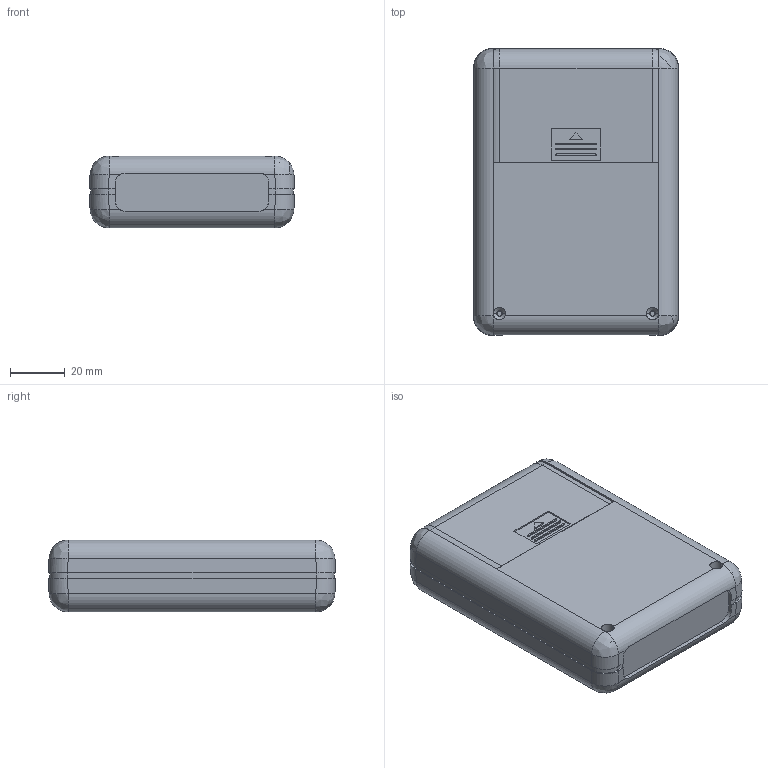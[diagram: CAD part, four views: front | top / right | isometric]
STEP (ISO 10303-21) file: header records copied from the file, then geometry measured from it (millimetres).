
FILE_DESCRIPTION (( 'STEP AP214' ), '1' );
FILE_NAME ('G909G G909B.STEP', '2013-06-06T05:51:32', ( 'NEF User' ), ( 'NEF User' ), 'SwSTEP 2.0', 'SolidWorks 2012', '' );
FILE_SCHEMA (( 'AUTOMOTIVE_DESIGN' ));
Length unit declared in the file: millimetre
Products named in the file (1): G909G G909B
Bounding box: 75 x 105 x 26.3 mm (x, y, z)
Volume: 55396.9 mm3; surface area: 61378.1 mm2
Topology: 4 solids, 4 shells, 510 faces, 1358 edges, 866 vertices
Faces by surface type: plane 294, cylinder 158, cone 36, bspline 22
Entity records: 19217 total; most frequent: CARTESIAN_POINT 6831, ORIENTED_EDGE 2696, DIRECTION 2323, EDGE_CURVE 1348, VECTOR 943, LINE 943, VERTEX_POINT 866, AXIS2_PLACEMENT_3D 690
